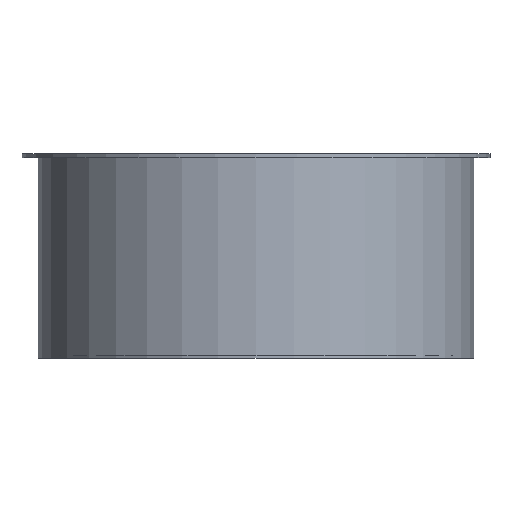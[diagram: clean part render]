
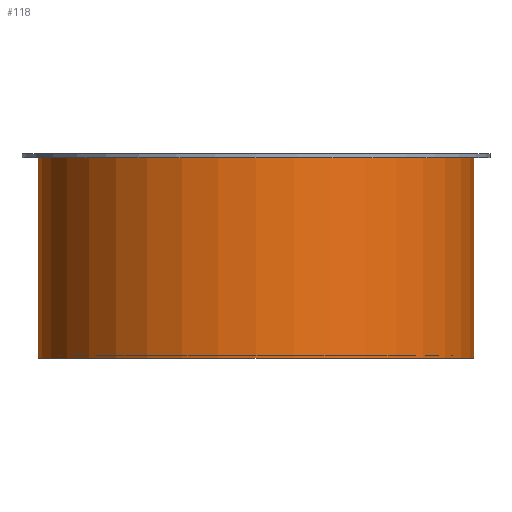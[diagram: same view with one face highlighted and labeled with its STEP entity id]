
A CAD part, front view. The second image highlights one B-rep face of the part: STEP entity #118.
In plain terms, the highlighted cylindrical face has radius 192.745 mm (diameter 385.491 mm), a full revolution.
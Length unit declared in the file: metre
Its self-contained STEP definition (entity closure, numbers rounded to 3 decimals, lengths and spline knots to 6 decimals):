
#15=CYLINDRICAL_SURFACE('',#148,0.192745);
#28=ORIENTED_EDGE('',*,*,#41,.F.);
#29=ORIENTED_EDGE('',*,*,#43,.F.);
#41=EDGE_CURVE('',#51,#51,#61,.F.);
#43=EDGE_CURVE('',#53,#53,#63,.T.);
#51=VERTEX_POINT('',#210);
#53=VERTEX_POINT('',#216);
#61=CIRCLE('',#143,0.192745);
#63=CIRCLE('',#147,0.192745);
#78=EDGE_LOOP('',(#28));
#79=EDGE_LOOP('',(#29));
#98=FACE_BOUND('',#78,.T.);
#99=FACE_BOUND('',#79,.T.);
#118=ADVANCED_FACE('',(#98,#99),#15,.T.);
#143=AXIS2_PLACEMENT_3D('',#209,#171,#172);
#147=AXIS2_PLACEMENT_3D('',#215,#179,#180);
#148=AXIS2_PLACEMENT_3D('',#217,#181,#182);
#171=DIRECTION('',(0.,0.,-1.));
#172=DIRECTION('',(-1.,0.,0.));
#179=DIRECTION('',(0.,0.,-1.));
#180=DIRECTION('',(-1.,0.,0.));
#181=DIRECTION('',(0.,0.,-1.));
#182=DIRECTION('',(-1.,0.,0.));
#209=CARTESIAN_POINT('',(0.,0.,1.37915));
#210=CARTESIAN_POINT('',(-0.192745,0.,1.37915));
#215=CARTESIAN_POINT('',(0.,0.,1.201738));
#216=CARTESIAN_POINT('',(-0.192745,0.,1.201738));
#217=CARTESIAN_POINT('',(0.,0.,0.621848));
